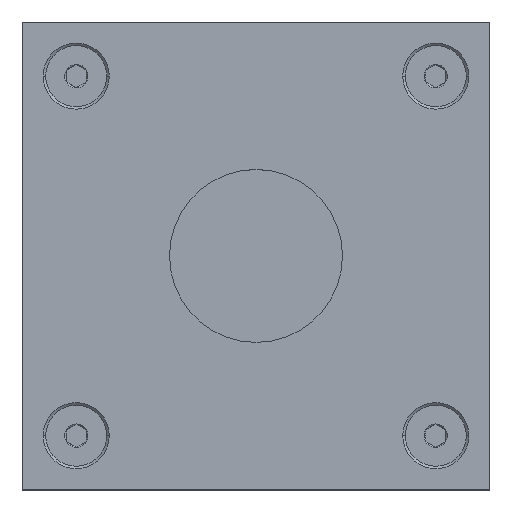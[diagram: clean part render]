
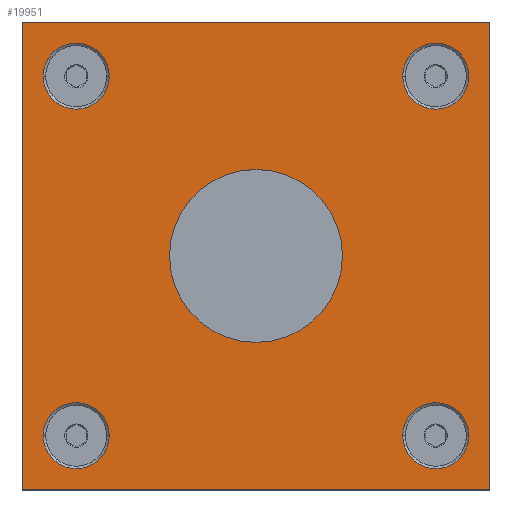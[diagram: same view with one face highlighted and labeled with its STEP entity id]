
A CAD part, top view. The second image highlights one B-rep face of the part: STEP entity #19951.
In plain terms, the highlighted planar face has unit normal (0, 0, 1).
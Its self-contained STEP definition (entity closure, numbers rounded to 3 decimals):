
#468 = ORIENTED_EDGE ( 'NONE', *, *, #9065, .T. ) ;
#778 = ORIENTED_EDGE ( 'NONE', *, *, #12901, .T. ) ;
#1614 = ORIENTED_EDGE ( 'NONE', *, *, #15750, .F. ) ;
#1880 = CARTESIAN_POINT ( 'NONE',  ( -19.362, 18.731, 51.25 ) ) ;
#2004 = CARTESIAN_POINT ( 'NONE',  ( 12.743, 18.731, 51.25 ) ) ;
#2228 = AXIS2_PLACEMENT_3D ( 'NONE', #12411, #2990, #14004 ) ;
#2332 = CARTESIAN_POINT ( 'NONE',  ( -24.685, -21.947, 51.25 ) ) ;
#2406 = EDGE_CURVE ( 'NONE', #3062, #9485, #3397, .T. ) ;
#2715 = CARTESIAN_POINT ( 'NONE',  ( 6.815, 1.053, 51.25 ) ) ;
#2951 = CARTESIAN_POINT ( 'NONE',  ( -1.685, 1.053, 51.25 ) ) ;
#2990 = DIRECTION ( 'NONE',  ( 0., 0., 1. ) ) ;
#3062 = VERTEX_POINT ( 'NONE', #4252 ) ;
#3201 = CARTESIAN_POINT ( 'NONE',  ( 15.993, -16.625, 51.25 ) ) ;
#3244 = FACE_BOUND ( 'NONE', #9204, .T. ) ;
#3266 = DIRECTION ( 'NONE',  ( 0., 0., 1. ) ) ;
#3370 = ORIENTED_EDGE ( 'NONE', *, *, #11351, .F. ) ;
#3397 = CIRCLE ( 'NONE', #9366, 3.25 ) ;
#3460 = DIRECTION ( 'NONE',  ( 1., 0., 0. ) ) ;
#3619 = EDGE_LOOP ( 'NONE', ( #15470, #17084 ) ) ;
#4134 = CARTESIAN_POINT ( 'NONE',  ( 15.993, 18.731, 51.25 ) ) ;
#4252 = CARTESIAN_POINT ( 'NONE',  ( -22.612, 18.731, 51.25 ) ) ;
#4503 = EDGE_CURVE ( 'NONE', #10639, #20376, #18648, .T. ) ;
#4545 = DIRECTION ( 'NONE',  ( 1., 0., 0. ) ) ;
#4601 = CIRCLE ( 'NONE', #9868, 3.25 ) ;
#4794 = DIRECTION ( 'NONE',  ( 1., 0., 0. ) ) ;
#4964 = AXIS2_PLACEMENT_3D ( 'NONE', #3201, #14214, #4794 ) ;
#5016 = EDGE_LOOP ( 'NONE', ( #18703, #3370 ) ) ;
#5176 = AXIS2_PLACEMENT_3D ( 'NONE', #4134, #15171, #5741 ) ;
#5564 = CARTESIAN_POINT ( 'NONE',  ( 19.243, 18.731, 51.25 ) ) ;
#5581 = VERTEX_POINT ( 'NONE', #14283 ) ;
#5694 = DIRECTION ( 'NONE',  ( 0., 0., 1. ) ) ;
#5741 = DIRECTION ( 'NONE',  ( 1., 0., 0. ) ) ;
#5743 = VECTOR ( 'NONE', #9878, 1000. ) ;
#5952 = CIRCLE ( 'NONE', #2228, 8.5 ) ;
#6344 = EDGE_CURVE ( 'NONE', #9485, #3062, #15117, .T. ) ;
#6528 = ORIENTED_EDGE ( 'NONE', *, *, #7208, .T. ) ;
#6967 = VECTOR ( 'NONE', #11034, 1000. ) ;
#7053 = AXIS2_PLACEMENT_3D ( 'NONE', #15115, #5694, #16726 ) ;
#7065 = AXIS2_PLACEMENT_3D ( 'NONE', #15980, #17562, #8094 ) ;
#7077 = CIRCLE ( 'NONE', #7053, 3.25 ) ;
#7208 = EDGE_CURVE ( 'NONE', #7465, #20320, #13590, .T. ) ;
#7327 = CARTESIAN_POINT ( 'NONE',  ( -22.612, -16.625, 51.25 ) ) ;
#7465 = VERTEX_POINT ( 'NONE', #9323 ) ;
#7513 = AXIS2_PLACEMENT_3D ( 'NONE', #18741, #9250, #20325 ) ;
#7927 = FACE_BOUND ( 'NONE', #17575, .T. ) ;
#7930 = CARTESIAN_POINT ( 'NONE',  ( -19.362, -16.625, 51.25 ) ) ;
#8094 = DIRECTION ( 'NONE',  ( 1., 0., 0. ) ) ;
#8096 = CARTESIAN_POINT ( 'NONE',  ( -10.185, 1.053, 51.25 ) ) ;
#8299 = EDGE_CURVE ( 'NONE', #12394, #13475, #15903, .T. ) ;
#8476 = CARTESIAN_POINT ( 'NONE',  ( -19.362, -16.625, 51.25 ) ) ;
#8513 = LINE ( 'NONE', #10248, #16956 ) ;
#9059 = CARTESIAN_POINT ( 'NONE',  ( -16.112, 18.731, 51.25 ) ) ;
#9065 = EDGE_CURVE ( 'NONE', #11131, #5581, #15377, .T. ) ;
#9204 = EDGE_LOOP ( 'NONE', ( #18751, #15665 ) ) ;
#9250 = DIRECTION ( 'NONE',  ( 0., 0., 1. ) ) ;
#9323 = CARTESIAN_POINT ( 'NONE',  ( -24.685, -21.947, 51.25 ) ) ;
#9366 = AXIS2_PLACEMENT_3D ( 'NONE', #12698, #3266, #14287 ) ;
#9485 = VERTEX_POINT ( 'NONE', #9059 ) ;
#9488 = DIRECTION ( 'NONE',  ( 1., 0., 0. ) ) ;
#9562 = LINE ( 'NONE', #19362, #17514 ) ;
#9576 = ORIENTED_EDGE ( 'NONE', *, *, #16275, .T. ) ;
#9662 = ORIENTED_EDGE ( 'NONE', *, *, #8299, .F. ) ;
#9868 = AXIS2_PLACEMENT_3D ( 'NONE', #7930, #18987, #9488 ) ;
#9878 = DIRECTION ( 'NONE',  ( 1., 0., 0. ) ) ;
#10050 = DIRECTION ( 'NONE',  ( 1., 0., 0. ) ) ;
#10248 = CARTESIAN_POINT ( 'NONE',  ( -24.685, 24.053, 51.25 ) ) ;
#10488 = ORIENTED_EDGE ( 'NONE', *, *, #2406, .F. ) ;
#10592 = VERTEX_POINT ( 'NONE', #7327 ) ;
#10639 = VERTEX_POINT ( 'NONE', #20101 ) ;
#10901 = AXIS2_PLACEMENT_3D ( 'NONE', #1880, #12880, #3460 ) ;
#11034 = DIRECTION ( 'NONE',  ( -1., 0., 0. ) ) ;
#11099 = CARTESIAN_POINT ( 'NONE',  ( 21.315, -21.947, 51.25 ) ) ;
#11113 = FACE_OUTER_BOUND ( 'NONE', #16627, .T. ) ;
#11131 = VERTEX_POINT ( 'NONE', #20023 ) ;
#11350 = EDGE_CURVE ( 'NONE', #20376, #10639, #13789, .T. ) ;
#11351 = EDGE_CURVE ( 'NONE', #16693, #15936, #5952, .T. ) ;
#11613 = FACE_BOUND ( 'NONE', #20280, .T. ) ;
#12125 = EDGE_CURVE ( 'NONE', #15936, #16693, #18515, .T. ) ;
#12394 = VERTEX_POINT ( 'NONE', #5564 ) ;
#12411 = CARTESIAN_POINT ( 'NONE',  ( -1.685, 1.053, 51.25 ) ) ;
#12454 = CIRCLE ( 'NONE', #15937, 3.25 ) ;
#12698 = CARTESIAN_POINT ( 'NONE',  ( -19.362, 18.731, 51.25 ) ) ;
#12880 = DIRECTION ( 'NONE',  ( 0., 0., 1. ) ) ;
#12892 = CARTESIAN_POINT ( 'NONE',  ( 19.243, -16.625, 51.25 ) ) ;
#12901 = EDGE_CURVE ( 'NONE', #20320, #11131, #9562, .T. ) ;
#13475 = VERTEX_POINT ( 'NONE', #2004 ) ;
#13590 = LINE ( 'NONE', #2332, #5743 ) ;
#13789 = CIRCLE ( 'NONE', #7513, 3.25 ) ;
#13953 = DIRECTION ( 'NONE',  ( 0., 0., 1. ) ) ;
#14004 = DIRECTION ( 'NONE',  ( 1., 0., 0. ) ) ;
#14214 = DIRECTION ( 'NONE',  ( 0., 0., 1. ) ) ;
#14283 = CARTESIAN_POINT ( 'NONE',  ( -24.685, 24.053, 51.25 ) ) ;
#14287 = DIRECTION ( 'NONE',  ( 1., 0., 0. ) ) ;
#15115 = CARTESIAN_POINT ( 'NONE',  ( 15.993, 18.731, 51.25 ) ) ;
#15117 = CIRCLE ( 'NONE', #10901, 3.25 ) ;
#15171 = DIRECTION ( 'NONE',  ( 0., 0., 1. ) ) ;
#15334 = FACE_BOUND ( 'NONE', #5016, .T. ) ;
#15377 = LINE ( 'NONE', #17344, #6967 ) ;
#15470 = ORIENTED_EDGE ( 'NONE', *, *, #16529, .F. ) ;
#15586 = EDGE_CURVE ( 'NONE', #10592, #17752, #12454, .T. ) ;
#15665 = ORIENTED_EDGE ( 'NONE', *, *, #4503, .F. ) ;
#15750 = EDGE_CURVE ( 'NONE', #13475, #12394, #7077, .T. ) ;
#15867 = AXIS2_PLACEMENT_3D ( 'NONE', #2951, #13953, #4545 ) ;
#15903 = CIRCLE ( 'NONE', #5176, 3.25 ) ;
#15936 = VERTEX_POINT ( 'NONE', #2715 ) ;
#15937 = AXIS2_PLACEMENT_3D ( 'NONE', #8476, #19558, #10050 ) ;
#15980 = CARTESIAN_POINT ( 'NONE',  ( -24.685, -21.947, 51.25 ) ) ;
#16250 = DIRECTION ( 'NONE',  ( 0., 1., 0. ) ) ;
#16275 = EDGE_CURVE ( 'NONE', #5581, #7465, #8513, .T. ) ;
#16529 = EDGE_CURVE ( 'NONE', #17752, #10592, #4601, .T. ) ;
#16627 = EDGE_LOOP ( 'NONE', ( #9576, #6528, #778, #468 ) ) ;
#16693 = VERTEX_POINT ( 'NONE', #8096 ) ;
#16726 = DIRECTION ( 'NONE',  ( 1., 0., 0. ) ) ;
#16956 = VECTOR ( 'NONE', #19745, 1000. ) ;
#17084 = ORIENTED_EDGE ( 'NONE', *, *, #15586, .F. ) ;
#17344 = CARTESIAN_POINT ( 'NONE',  ( -24.685, 24.053, 51.25 ) ) ;
#17501 = PLANE ( 'NONE',  #7065 ) ;
#17514 = VECTOR ( 'NONE', #16250, 1000. ) ;
#17562 = DIRECTION ( 'NONE',  ( 0., 0., 1. ) ) ;
#17575 = EDGE_LOOP ( 'NONE', ( #9662, #1614 ) ) ;
#17752 = VERTEX_POINT ( 'NONE', #18140 ) ;
#18140 = CARTESIAN_POINT ( 'NONE',  ( -16.112, -16.625, 51.25 ) ) ;
#18515 = CIRCLE ( 'NONE', #15867, 8.5 ) ;
#18648 = CIRCLE ( 'NONE', #4964, 3.25 ) ;
#18703 = ORIENTED_EDGE ( 'NONE', *, *, #12125, .F. ) ;
#18741 = CARTESIAN_POINT ( 'NONE',  ( 15.993, -16.625, 51.25 ) ) ;
#18751 = ORIENTED_EDGE ( 'NONE', *, *, #11350, .F. ) ;
#18987 = DIRECTION ( 'NONE',  ( 0., 0., 1. ) ) ;
#19317 = ORIENTED_EDGE ( 'NONE', *, *, #6344, .F. ) ;
#19362 = CARTESIAN_POINT ( 'NONE',  ( 21.315, 24.053, 51.25 ) ) ;
#19538 = FACE_BOUND ( 'NONE', #3619, .T. ) ;
#19558 = DIRECTION ( 'NONE',  ( 0., 0., 1. ) ) ;
#19745 = DIRECTION ( 'NONE',  ( 0., -1., 0. ) ) ;
#19951 = ADVANCED_FACE ( 'NONE', ( #11613, #7927, #3244, #19538, #15334, #11113 ), #17501, .T. ) ;
#20023 = CARTESIAN_POINT ( 'NONE',  ( 21.315, 24.053, 51.25 ) ) ;
#20101 = CARTESIAN_POINT ( 'NONE',  ( 12.743, -16.625, 51.25 ) ) ;
#20280 = EDGE_LOOP ( 'NONE', ( #19317, #10488 ) ) ;
#20320 = VERTEX_POINT ( 'NONE', #11099 ) ;
#20325 = DIRECTION ( 'NONE',  ( 1., 0., 0. ) ) ;
#20376 = VERTEX_POINT ( 'NONE', #12892 ) ;
